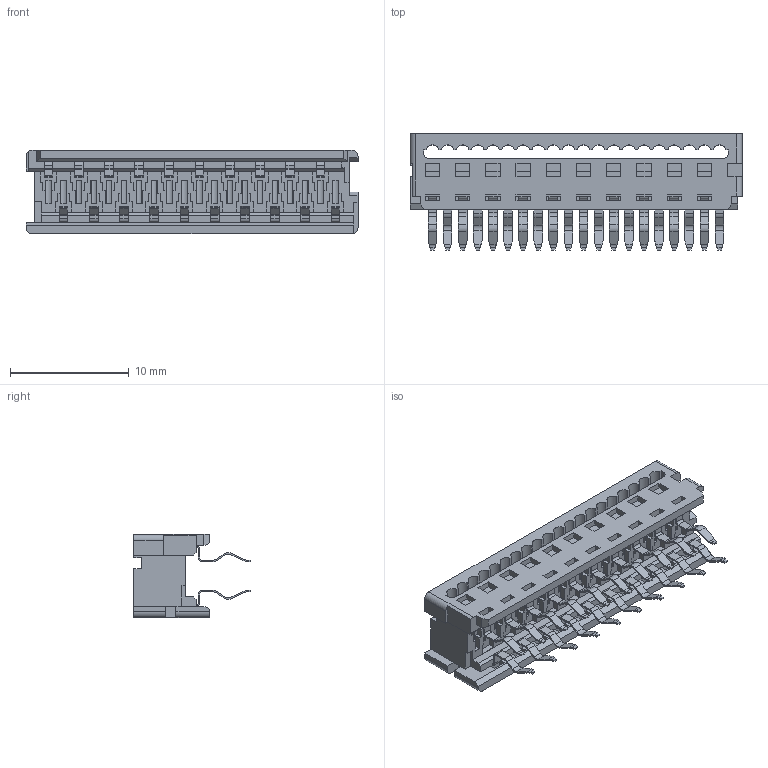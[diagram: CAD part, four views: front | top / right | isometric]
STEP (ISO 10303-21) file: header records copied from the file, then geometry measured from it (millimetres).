
FILE_DESCRIPTION((''),'2;1');
FILE_NAME('905841320','2014-03-26T',('me'),(''),'PRO/ENGINEER BY PARAMETRIC TECHNOLOGY CORPORATION, 2011490','PRO/ENGINEER BY PARAMETRIC TECHNOLOGY CORPORATION, 2011490','');
FILE_SCHEMA(('CONFIG_CONTROL_DESIGN'));
Length unit declared in the file: millimetre
Products named in the file (1): 905841320
Bounding box: 27.91 x 9.8 x 7 mm (x, y, z)
Volume: 660.9 mm3; surface area: 1911.4 mm2
Topology: 1 solids, 1 shells, 1355 faces, 4102 edges, 2720 vertices
Faces by surface type: plane 1107, cylinder 248
Entity records: 45677 total; most frequent: CARTESIAN_POINT 8306, ORIENTED_EDGE 8124, DIRECTION 7268, EDGE_CURVE 4062, VECTOR 3488, LINE 3488, VERTEX_POINT 2680, AXIS2_PLACEMENT_3D 1890
